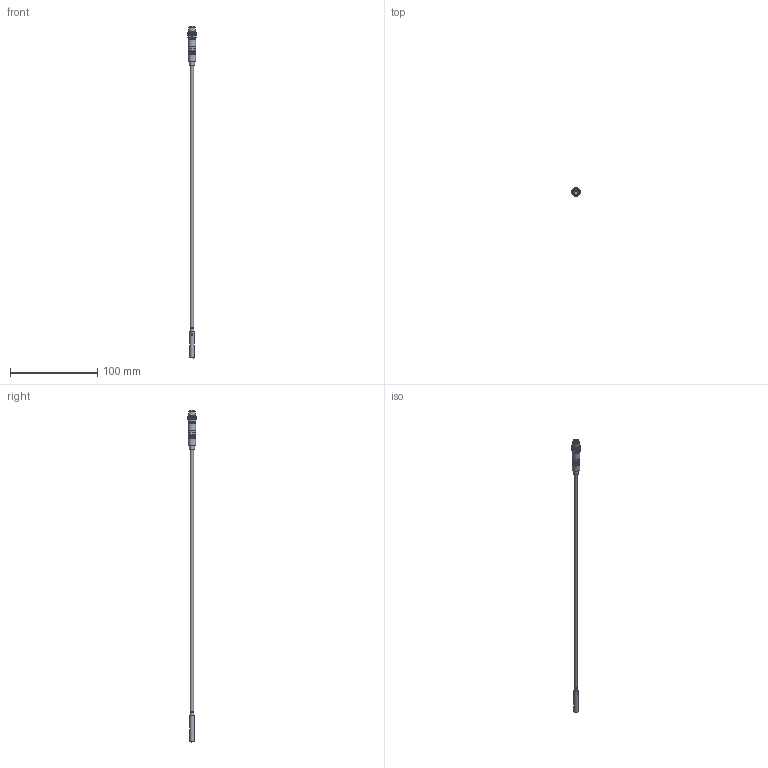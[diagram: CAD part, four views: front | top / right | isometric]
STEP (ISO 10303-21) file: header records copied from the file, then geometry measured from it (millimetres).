
FILE_DESCRIPTION(/* description */ (''),/* implementation_level */ '2;1');
FILE_NAME(/* name */ 'ipf_z3d_OT059176.stp',/* time_stamp */ '2019-08-22T13:32:04+02:00',/* author */ ('g.aydin'),/* organization */ (''),/* preprocessor_version */ 'ST-DEVELOPER v15.2',/* originating_system */ 'Autodesk Inventor 2014',/* authorisation */ '');
FILE_SCHEMA (('AUTOMOTIVE_DESIGN { 1 0 10303 214 3 1 1 }'));
Length unit declared in the file: millimetre
Products named in the file (3): ipf_z3d_OT059176; Kabelstecker_M8_4Pol_OT
Bounding box: 9.69 x 9.66 x 381.4 mm (x, y, z)
Volume: 5932.4 mm3; surface area: 5435.3 mm2
Topology: 2 solids, 3 shells, 293 faces, 791 edges, 514 vertices
Faces by surface type: plane 119, cylinder 103, cone 31, torus 27, bspline 9, sphere 4
Full cylindrical faces by diameter (mm): 1 x4, 1.3 x1, 3.5 x1, 4 x2, 5 x1, 5.8 x1, 6 x1, 6.05 x1, 6.9 x1, 8 x1, 8.5 x5, 9 x1
Entity records: 9538 total; most frequent: CARTESIAN_POINT 2668, ORIENTED_EDGE 1414, DIRECTION 1381, EDGE_CURVE 707, AXIS2_PLACEMENT_3D 549, VERTEX_POINT 484, EDGE_LOOP 357, ADVANCED_FACE 293
